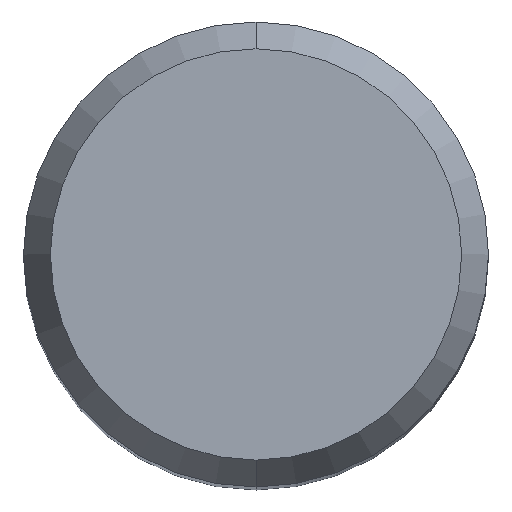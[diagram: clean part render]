
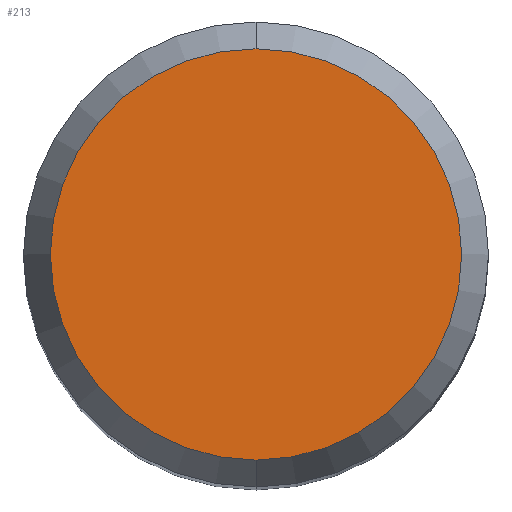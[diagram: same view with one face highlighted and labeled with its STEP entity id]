
A CAD part, top view. The second image highlights one B-rep face of the part: STEP entity #213.
In plain terms, the highlighted planar face has unit normal (0, 0, 1).
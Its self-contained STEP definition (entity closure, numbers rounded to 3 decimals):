
#211=VERTEX_POINT('',#508);
#213=ADVANCED_FACE('',(#510),#511,.T.);
#325=EDGE_CURVE('',#211,#407,#631,.T.);
#405=EDGE_CURVE('',#407,#211,#723,.T.);
#407=VERTEX_POINT('',#725);
#508=CARTESIAN_POINT('',(0.0,4.423,0.0));
#510=FACE_OUTER_BOUND('',#897,.T.);
#511=PLANE('',#898);
#631=CIRCLE('',#1172,4.423);
#723=CIRCLE('',#1329,4.423);
#725=CARTESIAN_POINT('',(0.,-4.423,0.0));
#897=EDGE_LOOP('',(#1486,#1487));
#898=AXIS2_PLACEMENT_3D('',#1488,#1489,#1490);
#1172=AXIS2_PLACEMENT_3D('',#1607,#1608,#1609);
#1329=AXIS2_PLACEMENT_3D('',#1733,#1734,#1735);
#1486=ORIENTED_EDGE('',*,*,#325,.F.);
#1487=ORIENTED_EDGE('',*,*,#405,.F.);
#1488=CARTESIAN_POINT('',(0.0,2.211,0.0));
#1489=DIRECTION('',(-0.0,0.0,1.0));
#1490=DIRECTION('',(0.0,-1.0,0.0));
#1607=CARTESIAN_POINT('',(0.0,0.0,0.0));
#1608=DIRECTION('',(0.0,0.0,-1.0));
#1609=DIRECTION('',(0.0,1.0,0.0));
#1733=CARTESIAN_POINT('',(0.0,0.0,0.0));
#1734=DIRECTION('',(0.0,0.0,-1.0));
#1735=DIRECTION('',(0.0,1.0,0.0));
